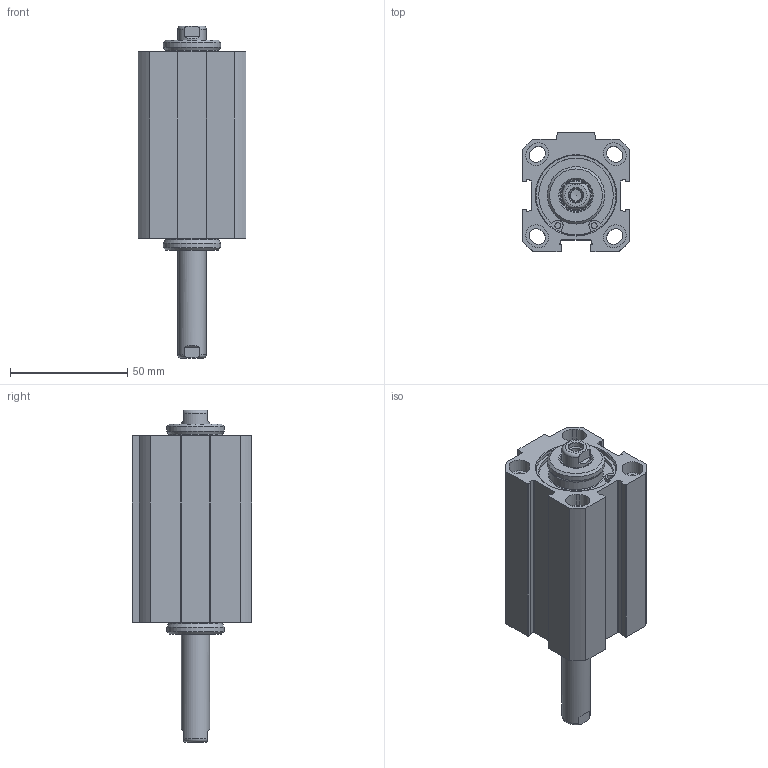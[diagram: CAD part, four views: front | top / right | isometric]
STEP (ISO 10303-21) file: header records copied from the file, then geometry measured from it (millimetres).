
FILE_DESCRIPTION((''),'2;1');
FILE_NAME('FDMP032.040.GS.F.stp','2014-06-10T09:15:16',('carlo.corazza'),(''),'Autodesk Inventor 2012','Autodesk Inventor 2012','');
FILE_SCHEMA(('AUTOMOTIVE_DESIGN { 1 0 10303 214 1 1 1 1 }'));
Length unit declared in the file: millimetre
Products named in the file (4): FDMP032..GS.F; CORPO-040; STELO-040; TA
Assembly tree (5 placements, depth 2):
  FDMP032..GS.F
    CORPO-040
    STELO-040  x2
    TA  x2
Bounding box: 46 x 51 x 141.5 mm (x, y, z)
Volume: 105114.4 mm3; surface area: 49420.1 mm2
Topology: 5 solids, 7 shells, 281 faces, 667 edges, 424 vertices
Faces by surface type: plane 116, cylinder 99, cone 52, torus 14
Full cylindrical faces by diameter (mm): 1.6 x2, 2.5 x4, 4.917 x4, 6.25 x2, 8.566 x2, 12 x2, 12.54 x2, 13.7 x2, 14 x2, 16.32 x2, 16.5 x2, 23 x2, 24.5 x2, 32 x1, 33.7 x4, 34.1 x2, 35.8 x2
Entity records: 6429 total; most frequent: CARTESIAN_POINT 1121, DIRECTION 1092, ORIENTED_EDGE 898, EDGE_CURVE 449, AXIS2_PLACEMENT_3D 424, VERTEX_POINT 325, EDGE_LOOP 316, VECTOR 244
